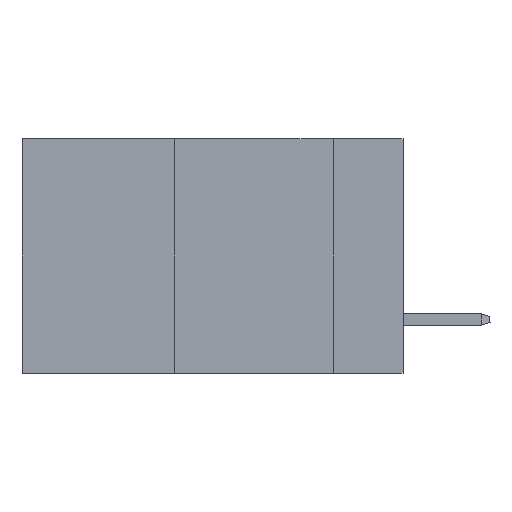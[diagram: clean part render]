
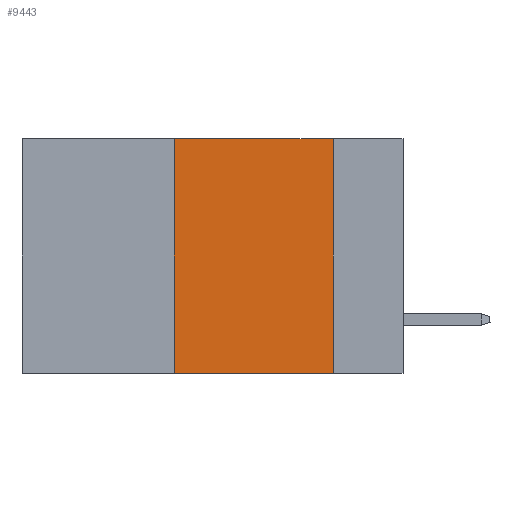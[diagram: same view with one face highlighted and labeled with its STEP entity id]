
A CAD part, left-side view. The second image highlights one B-rep face of the part: STEP entity #9443.
In plain terms, the highlighted planar face has unit normal (-1, 0, 0).
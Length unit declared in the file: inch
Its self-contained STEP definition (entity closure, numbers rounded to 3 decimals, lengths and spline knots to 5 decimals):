
#862 = ORIENTED_EDGE ( 'NONE', *, *, #21079, .F. ) ;
#1081 = EDGE_LOOP ( 'NONE', ( #862, #4950, #10243, #8881 ) ) ;
#1816 = VERTEX_POINT ( 'NONE', #17648 ) ;
#1843 = VERTEX_POINT ( 'NONE', #7741 ) ;
#2087 = DIRECTION ( 'NONE',  ( 0., -1., 0. ) ) ;
#2568 = DIRECTION ( 'NONE',  ( 1., 0., 0. ) ) ;
#2591 = AXIS2_PLACEMENT_3D ( 'NONE', #19068, #2568, #4185 ) ;
#2732 = VERTEX_POINT ( 'NONE', #15960 ) ;
#2786 = PLANE ( 'NONE',  #2591 ) ;
#3349 = VECTOR ( 'NONE', #15865, 39.37008 ) ;
#4185 = DIRECTION ( 'NONE',  ( 0., 0., -1. ) ) ;
#4950 = ORIENTED_EDGE ( 'NONE', *, *, #21280, .F. ) ;
#5235 = LINE ( 'NONE', #13349, #7214 ) ;
#5934 = CARTESIAN_POINT ( 'NONE',  ( 0., 0.36, 0. ) ) ;
#6400 = EDGE_CURVE ( 'NONE', #2732, #1816, #10188, .T. ) ;
#7168 = CARTESIAN_POINT ( 'NONE',  ( 0., 0.6, -0.37 ) ) ;
#7214 = VECTOR ( 'NONE', #13129, 39.37008 ) ;
#7527 = VERTEX_POINT ( 'NONE', #9373 ) ;
#7741 = CARTESIAN_POINT ( 'NONE',  ( 0., 0.36, 0. ) ) ;
#8809 = LINE ( 'NONE', #18616, #11671 ) ;
#8881 = ORIENTED_EDGE ( 'NONE', *, *, #6400, .T. ) ;
#9373 = CARTESIAN_POINT ( 'NONE',  ( 0., 0.11, 0. ) ) ;
#9443 = ADVANCED_FACE ( 'NONE', ( #17771 ), #2786, .F. ) ;
#10188 = LINE ( 'NONE', #7168, #20857 ) ;
#10243 = ORIENTED_EDGE ( 'NONE', *, *, #17248, .F. ) ;
#11671 = VECTOR ( 'NONE', #13872, 39.37008 ) ;
#13129 = DIRECTION ( 'NONE',  ( 0., 0., -1. ) ) ;
#13349 = CARTESIAN_POINT ( 'NONE',  ( 0., 0.11, 0. ) ) ;
#13872 = DIRECTION ( 'NONE',  ( 0., -1., 0. ) ) ;
#15865 = DIRECTION ( 'NONE',  ( 0., 0., 1. ) ) ;
#15960 = CARTESIAN_POINT ( 'NONE',  ( 0., 0.36, -0.37 ) ) ;
#17248 = EDGE_CURVE ( 'NONE', #2732, #1843, #20714, .T. ) ;
#17648 = CARTESIAN_POINT ( 'NONE',  ( 0., 0.11, -0.37 ) ) ;
#17771 = FACE_OUTER_BOUND ( 'NONE', #1081, .T. ) ;
#18616 = CARTESIAN_POINT ( 'NONE',  ( 0., 0.6, 0. ) ) ;
#19068 = CARTESIAN_POINT ( 'NONE',  ( 0., 0.6, 0. ) ) ;
#20714 = LINE ( 'NONE', #5934, #3349 ) ;
#20857 = VECTOR ( 'NONE', #2087, 39.37008 ) ;
#21079 = EDGE_CURVE ( 'NONE', #7527, #1816, #5235, .T. ) ;
#21280 = EDGE_CURVE ( 'NONE', #1843, #7527, #8809, .T. ) ;
